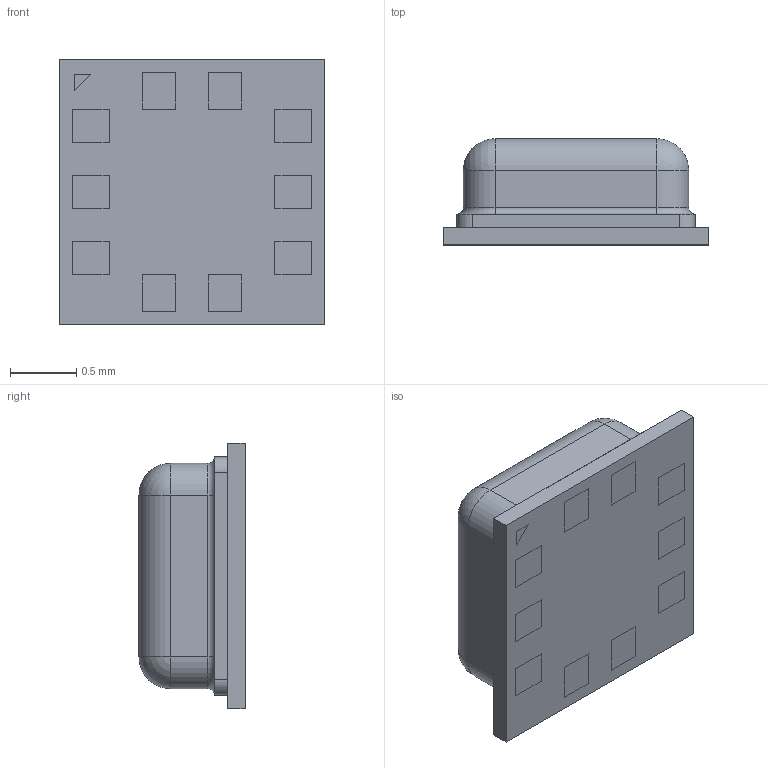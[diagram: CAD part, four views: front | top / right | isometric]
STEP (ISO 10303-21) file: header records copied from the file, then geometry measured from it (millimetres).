
FILE_DESCRIPTION (( 'STEP AP214' ), '1' );
FILE_NAME ('BMP388.STEP', '2019-03-15T17:25:17', ( '' ), ( '' ), 'SwSTEP 2.0', 'SolidWorks 2017', '' );
FILE_SCHEMA (( 'AUTOMOTIVE_DESIGN' ));
Length unit declared in the file: millimetre
Products named in the file (1): BMP388
Bounding box: 2 x 0.8 x 2 mm (x, y, z)
Volume: 0.8 mm3; surface area: 25.6 mm2
Topology: 13 solids, 13 shells, 202 faces, 452 edges, 280 vertices
Faces by surface type: plane 152, cylinder 34, sphere 8, torus 8
Entity records: 5594 total; most frequent: CARTESIAN_POINT 951, DIRECTION 918, ORIENTED_EDGE 888, EDGE_CURVE 444, LINE 360, VECTOR 360, VERTEX_POINT 280, AXIS2_PLACEMENT_3D 279
